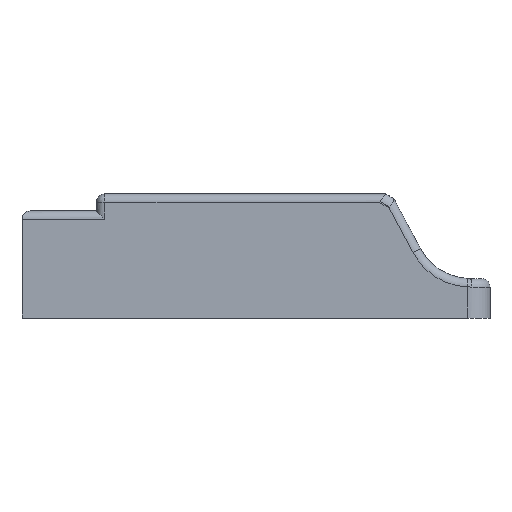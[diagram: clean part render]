
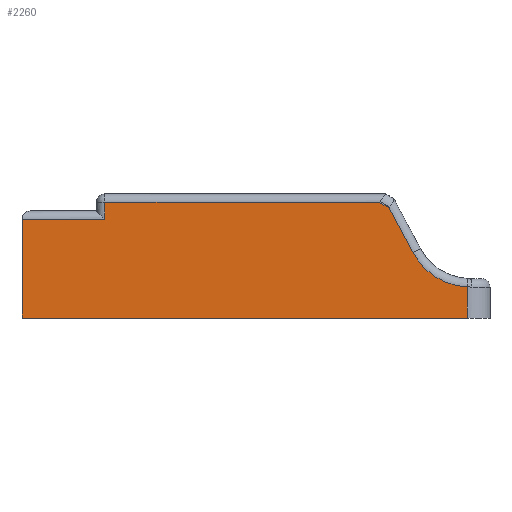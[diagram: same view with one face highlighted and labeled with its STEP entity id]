
A CAD part, left-side view. The second image highlights one B-rep face of the part: STEP entity #2260.
In plain terms, the highlighted planar face has unit normal (-1, 0, 0).
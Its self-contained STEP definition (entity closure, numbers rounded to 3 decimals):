
#68=PLANE('',#2412);
#162=FACE_OUTER_BOUND('',#293,.T.);
#293=EDGE_LOOP('',(#1556,#1557,#1558,#1559,#1560,#1561,#1562,#1563,#1564));
#444=LINE('',#3322,#671);
#453=LINE('',#3345,#680);
#454=LINE('',#3445,#681);
#455=LINE('',#3447,#682);
#456=LINE('',#3449,#683);
#457=LINE('',#3451,#684);
#458=LINE('',#3455,#685);
#459=LINE('',#3456,#686);
#671=VECTOR('',#2644,10.);
#680=VECTOR('',#2663,10.);
#681=VECTOR('',#2666,10.);
#682=VECTOR('',#2667,10.);
#683=VECTOR('',#2668,10.);
#684=VECTOR('',#2669,10.);
#685=VECTOR('',#2672,10.);
#686=VECTOR('',#2673,10.);
#899=CIRCLE('',#2413,11.5);
#979=VERTEX_POINT('',#3316);
#981=VERTEX_POINT('',#3320);
#990=VERTEX_POINT('',#3344);
#992=VERTEX_POINT('',#3444);
#993=VERTEX_POINT('',#3446);
#994=VERTEX_POINT('',#3448);
#995=VERTEX_POINT('',#3450);
#996=VERTEX_POINT('',#3452);
#997=VERTEX_POINT('',#3454);
#1198=EDGE_CURVE('',#981,#979,#444,.T.);
#1209=EDGE_CURVE('',#979,#990,#453,.T.);
#1212=EDGE_CURVE('',#992,#981,#454,.T.);
#1213=EDGE_CURVE('',#993,#992,#455,.T.);
#1214=EDGE_CURVE('',#993,#994,#456,.T.);
#1215=EDGE_CURVE('',#995,#994,#457,.T.);
#1216=EDGE_CURVE('',#996,#995,#899,.T.);
#1217=EDGE_CURVE('',#997,#996,#458,.T.);
#1218=EDGE_CURVE('',#990,#997,#459,.T.);
#1556=ORIENTED_EDGE('',*,*,#1198,.F.);
#1557=ORIENTED_EDGE('',*,*,#1212,.F.);
#1558=ORIENTED_EDGE('',*,*,#1213,.F.);
#1559=ORIENTED_EDGE('',*,*,#1214,.T.);
#1560=ORIENTED_EDGE('',*,*,#1215,.F.);
#1561=ORIENTED_EDGE('',*,*,#1216,.F.);
#1562=ORIENTED_EDGE('',*,*,#1217,.F.);
#1563=ORIENTED_EDGE('',*,*,#1218,.F.);
#1564=ORIENTED_EDGE('',*,*,#1209,.F.);
#2260=ADVANCED_FACE('',(#162),#68,.T.);
#2412=AXIS2_PLACEMENT_3D('',#3443,#2664,#2665);
#2413=AXIS2_PLACEMENT_3D('',#3453,#2670,#2671);
#2644=DIRECTION('',(0.,0.,1.));
#2663=DIRECTION('',(0.,-1.,0.));
#2664=DIRECTION('center_axis',(-1.,0.,0.));
#2665=DIRECTION('ref_axis',(0.,-1.,0.));
#2666=DIRECTION('',(0.,-1.,0.));
#2667=DIRECTION('',(0.,0.,1.));
#2668=DIRECTION('',(0.,-1.,0.));
#2669=DIRECTION('',(0.,0.,-1.));
#2670=DIRECTION('center_axis',(-1.,0.,0.));
#2671=DIRECTION('ref_axis',(0.,0.536,-0.844));
#2672=DIRECTION('',(0.,-0.471,-0.882));
#2673=DIRECTION('',(0.,-0.857,-0.514));
#3316=CARTESIAN_POINT('',(0.,68.309,20.5));
#3320=CARTESIAN_POINT('',(0.,68.309,17.5));
#3322=CARTESIAN_POINT('',(0.,68.309,11.));
#3344=CARTESIAN_POINT('',(0.,19.562,20.5));
#3345=CARTESIAN_POINT('',(0.,67.5,20.5));
#3443=CARTESIAN_POINT('Origin',(0.,90.,0.));
#3444=CARTESIAN_POINT('',(0.,83.,17.5));
#3445=CARTESIAN_POINT('',(0.,71.917,17.5));
#3446=CARTESIAN_POINT('',(0.,83.,0.));
#3447=CARTESIAN_POINT('',(0.,83.,7.));
#3448=CARTESIAN_POINT('',(0.,4.,0.));
#3449=CARTESIAN_POINT('',(0.,70.868,0.));
#3450=CARTESIAN_POINT('',(0.,4.,5.511));
#3451=CARTESIAN_POINT('',(0.,4.,0.));
#3452=CARTESIAN_POINT('',(0.,13.647,11.588));
#3453=CARTESIAN_POINT('Origin',(0.,3.5,17.));
#3454=CARTESIAN_POINT('',(0.,17.853,19.475));
#3455=CARTESIAN_POINT('',(0.,19.696,22.929));
#3456=CARTESIAN_POINT('',(0.,18.708,19.987));
